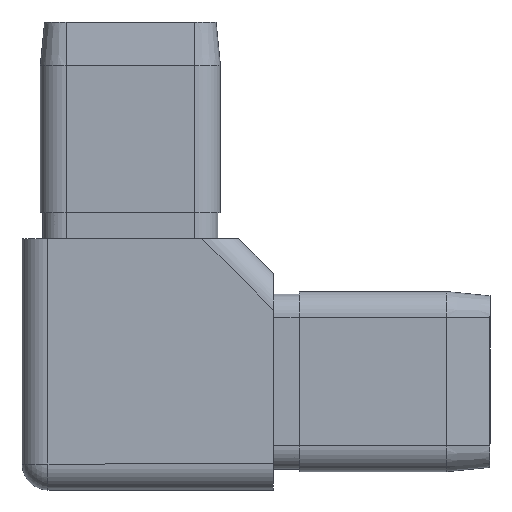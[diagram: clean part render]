
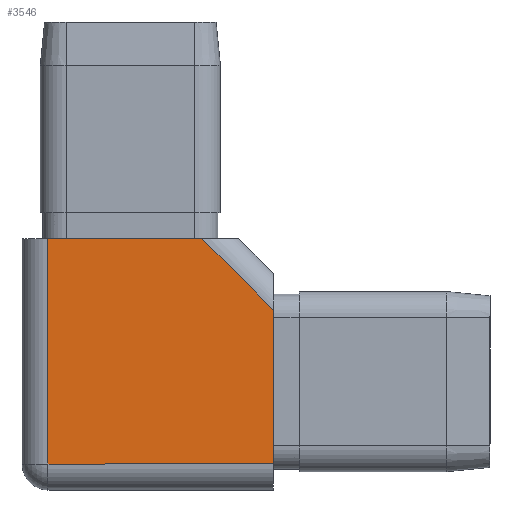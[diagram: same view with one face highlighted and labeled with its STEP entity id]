
A CAD part, left-side view. The second image highlights one B-rep face of the part: STEP entity #3546.
In plain terms, the highlighted planar face has unit normal (-1, 0, 0).
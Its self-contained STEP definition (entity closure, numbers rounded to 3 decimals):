
#246 = VECTOR ( 'NONE', #25498, 1000. ) ;
#259 = DIRECTION ( 'NONE',  ( 0., 0., -1. ) ) ;
#1346 = DIRECTION ( 'NONE',  ( 0., 1., 0. ) ) ;
#2718 = VERTEX_POINT ( 'NONE', #11256 ) ;
#3074 = EDGE_CURVE ( 'NONE', #20051, #13731, #23763, .T. ) ;
#3546 = ADVANCED_FACE ( 'NONE', ( #9262 ), #5305, .F. ) ;
#3913 = VECTOR ( 'NONE', #7662, 1000. ) ;
#4817 = DIRECTION ( 'NONE',  ( 0., 0.707, 0.707 ) ) ;
#4826 = CARTESIAN_POINT ( 'NONE',  ( -12.5, -14.5, -11.5 ) ) ;
#4886 = ORIENTED_EDGE ( 'NONE', *, *, #3074, .F. ) ;
#5305 = PLANE ( 'NONE',  #23504 ) ;
#5812 = DIRECTION ( 'NONE',  ( 0., -1., 0. ) ) ;
#7662 = DIRECTION ( 'NONE',  ( 0., -1., 0. ) ) ;
#8291 = LINE ( 'NONE', #11765, #12914 ) ;
#8975 = ORIENTED_EDGE ( 'NONE', *, *, #20200, .F. ) ;
#9262 = FACE_OUTER_BOUND ( 'NONE', #11131, .T. ) ;
#9376 = CARTESIAN_POINT ( 'NONE',  ( -12.5, 11.5, -11.5 ) ) ;
#9513 = CARTESIAN_POINT ( 'NONE',  ( -12.5, -6.257, 14.5 ) ) ;
#9661 = CARTESIAN_POINT ( 'NONE',  ( -12.5, -14.5, 14.5 ) ) ;
#9786 = VECTOR ( 'NONE', #4817, 1000. ) ;
#10937 = CARTESIAN_POINT ( 'NONE',  ( -12.5, 11.5, 14.5 ) ) ;
#10968 = VERTEX_POINT ( 'NONE', #4826 ) ;
#11119 = EDGE_CURVE ( 'NONE', #21226, #10968, #20883, .T. ) ;
#11131 = EDGE_LOOP ( 'NONE', ( #8975, #16843, #4886, #24028, #15302 ) ) ;
#11256 = CARTESIAN_POINT ( 'NONE',  ( -12.5, -14.5, 6.257 ) ) ;
#11425 = DIRECTION ( 'NONE',  ( 1., 0., 0. ) ) ;
#11765 = CARTESIAN_POINT ( 'NONE',  ( -12.5, 11.5, 14.5 ) ) ;
#12724 = CARTESIAN_POINT ( 'NONE',  ( -12.5, -8.379, 12.379 ) ) ;
#12914 = VECTOR ( 'NONE', #259, 1000. ) ;
#13172 = EDGE_CURVE ( 'NONE', #20051, #21226, #8291, .T. ) ;
#13731 = VERTEX_POINT ( 'NONE', #9513 ) ;
#15302 = ORIENTED_EDGE ( 'NONE', *, *, #11119, .T. ) ;
#16843 = ORIENTED_EDGE ( 'NONE', *, *, #20414, .T. ) ;
#17506 = LINE ( 'NONE', #9661, #246 ) ;
#20051 = VERTEX_POINT ( 'NONE', #10937 ) ;
#20200 = EDGE_CURVE ( 'NONE', #2718, #10968, #17506, .T. ) ;
#20414 = EDGE_CURVE ( 'NONE', #2718, #13731, #22102, .T. ) ;
#20883 = LINE ( 'NONE', #21551, #3913 ) ;
#21023 = VECTOR ( 'NONE', #5812, 1000. ) ;
#21226 = VERTEX_POINT ( 'NONE', #9376 ) ;
#21327 = CARTESIAN_POINT ( 'NONE',  ( -12.5, 14.5, 14.5 ) ) ;
#21551 = CARTESIAN_POINT ( 'NONE',  ( -12.5, 14.5, -11.5 ) ) ;
#22102 = LINE ( 'NONE', #12724, #9786 ) ;
#23504 = AXIS2_PLACEMENT_3D ( 'NONE', #25279, #11425, #1346 ) ;
#23763 = LINE ( 'NONE', #21327, #21023 ) ;
#24028 = ORIENTED_EDGE ( 'NONE', *, *, #13172, .T. ) ;
#25279 = CARTESIAN_POINT ( 'NONE',  ( -12.5, 14.5, 14.5 ) ) ;
#25498 = DIRECTION ( 'NONE',  ( 0., 0., -1. ) ) ;
